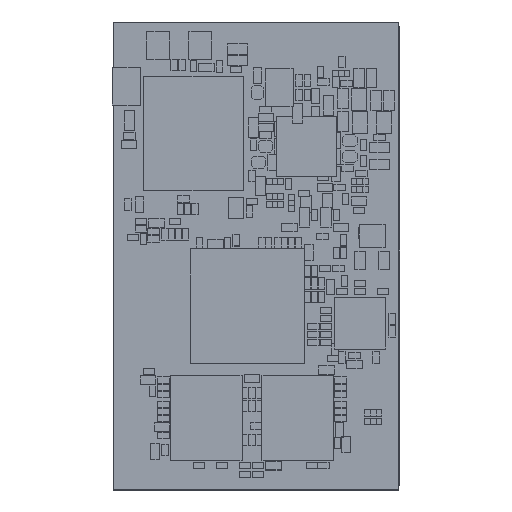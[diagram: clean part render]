
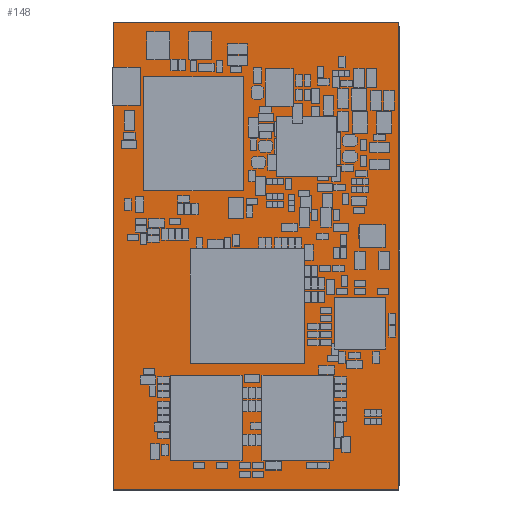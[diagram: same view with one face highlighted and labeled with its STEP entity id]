
A CAD part, top view. The second image highlights one B-rep face of the part: STEP entity #148.
In plain terms, the highlighted planar face has unit normal (0, 0, 1).
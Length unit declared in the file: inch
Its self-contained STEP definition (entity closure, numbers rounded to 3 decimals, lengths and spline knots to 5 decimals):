
#33=DIRECTION('',(1.,0.,0.));
#34=VECTOR('',#33,1.9685);
#35=CARTESIAN_POINT('',(0.,0.,0.062));
#36=LINE('',#35,#34);
#37=DIRECTION('',(0.,-1.,0.));
#38=VECTOR('',#37,3.22835);
#39=CARTESIAN_POINT('',(0.,3.22835,0.062));
#40=LINE('',#39,#38);
#41=DIRECTION('',(-1.,0.,0.));
#42=VECTOR('',#41,1.9685);
#43=CARTESIAN_POINT('',(1.9685,3.22835,0.062));
#44=LINE('',#43,#42);
#45=DIRECTION('',(0.,1.,0.));
#46=VECTOR('',#45,3.22835);
#47=CARTESIAN_POINT('',(1.9685,0.,0.062));
#48=LINE('',#47,#46);
#57=CARTESIAN_POINT('',(0.,0.,0.062));
#58=CARTESIAN_POINT('',(1.9685,0.,0.062));
#59=VERTEX_POINT('',#57);
#60=VERTEX_POINT('',#58);
#61=CARTESIAN_POINT('',(1.9685,3.22835,0.062));
#62=VERTEX_POINT('',#61);
#63=CARTESIAN_POINT('',(0.,3.22835,0.062));
#64=VERTEX_POINT('',#63);
#137=CARTESIAN_POINT('',(0.,0.,0.062));
#138=DIRECTION('',(0.,0.,1.));
#139=DIRECTION('',(1.,0.,0.));
#140=AXIS2_PLACEMENT_3D('',#137,#138,#139);
#141=PLANE('',#140);
#142=ORIENTED_EDGE('',*,*,#89,.F.);
#143=ORIENTED_EDGE('',*,*,#104,.F.);
#144=ORIENTED_EDGE('',*,*,#118,.F.);
#145=ORIENTED_EDGE('',*,*,#131,.F.);
#146=EDGE_LOOP('',(#142,#143,#144,#145));
#147=FACE_OUTER_BOUND('',#146,.F.);
#89=EDGE_CURVE('',#59,#60,#36,.T.);
#104=EDGE_CURVE('',#64,#59,#40,.T.);
#118=EDGE_CURVE('',#62,#64,#44,.T.);
#131=EDGE_CURVE('',#60,#62,#48,.T.);
#148=ADVANCED_FACE('',(#147),#141,.T.);
